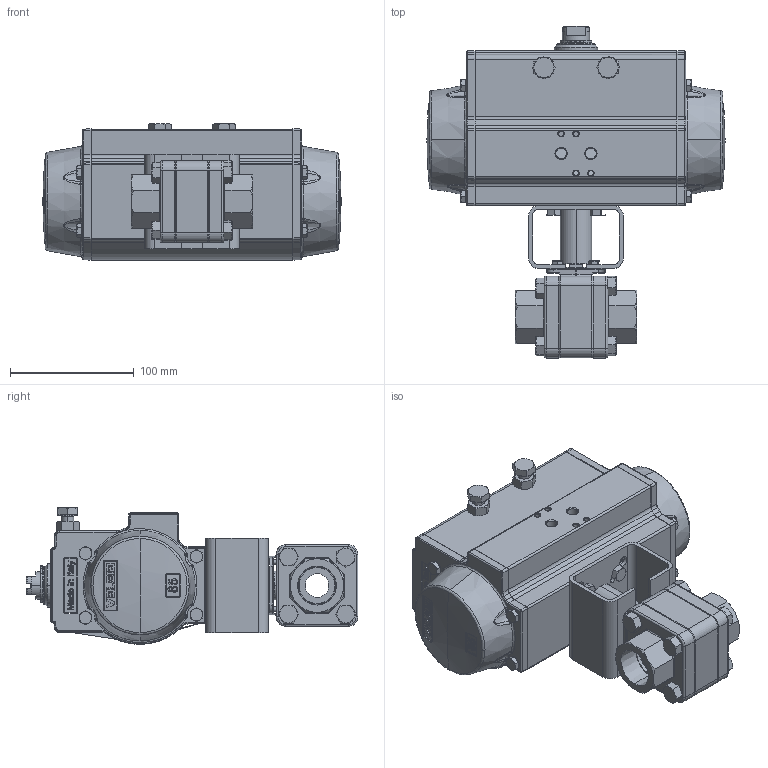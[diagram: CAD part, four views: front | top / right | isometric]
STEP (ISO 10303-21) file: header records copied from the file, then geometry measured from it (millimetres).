
FILE_DESCRIPTION (( 'STEP AP203' ), '1' );
FILE_NAME ('3000R-100-PT_UT-2.5.STEP', '2017-11-03T14:12:50', ( '' ), ( '' ), 'SwSTEP 2.0', 'SolidWorks 2014', '' );
FILE_SCHEMA (( 'CONFIG_CONTROL_DESIGN' ));
Products named in the file (1): 3000R-100-PT_UT-2.5
Bounding box: 240.69 x 267.94 x 110.39 mm (x, y, z)
Surface area: 196955.3 mm2 (no closed solid volume)
Topology: 0 solids, 37 shells, 1451 faces, 4411 edges, 2923 vertices
Faces by surface type: plane 546, bspline 339, cone 263, cylinder 254, sphere 27, torus 22
Entity records: 71421 total; most frequent: CARTESIAN_POINT 35377, ORIENTED_EDGE 7499, DIRECTION 6693, EDGE_CURVE 4395, VERTEX_POINT 2923, AXIS2_PLACEMENT_3D 2484, VECTOR 1725, LINE 1725
